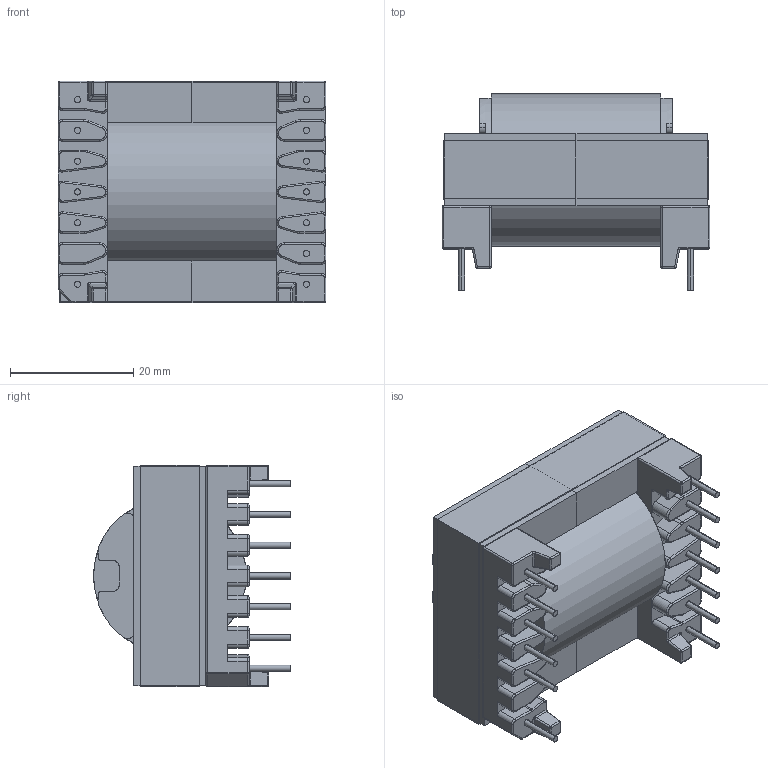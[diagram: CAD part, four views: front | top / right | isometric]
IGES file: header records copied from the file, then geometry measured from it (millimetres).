
Start section: SolidWorks IGES file using analytic representation for surfaces
Global section: file name: ERL35_5783_MP2.IGS; native system: SolidWorks 2017; preprocessor: SolidWorks 2017; author: e.wtnpm; date: 210701.164909; units: millimetre
Bounding box: 43.5 x 31.97 x 36.02 mm (x, y, z)
Surface area: 19759.9 mm2 (no closed solid volume)
Topology: 0 solids, 0 shells, 514 faces, 3929 edges, 3908 vertices
Faces by surface type: revolution 286, bspline 228
